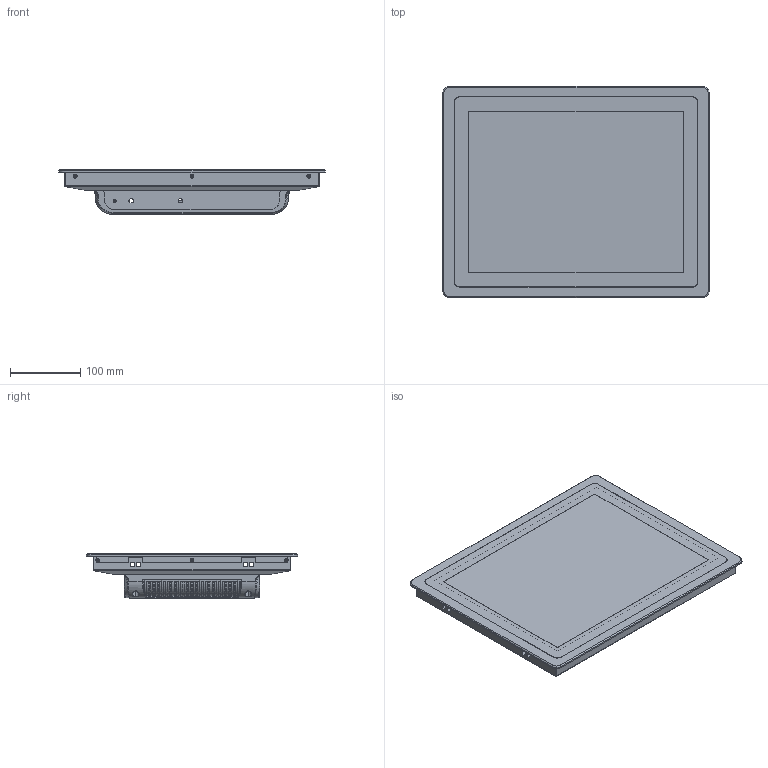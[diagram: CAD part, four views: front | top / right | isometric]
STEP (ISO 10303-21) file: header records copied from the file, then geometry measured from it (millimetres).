
FILE_DESCRIPTION (( 'STEP AP214' ), '1' );
FILE_NAME ('IFC-M215C.STEP', '2024-11-01T03:36:28', ( 'daohangxitong.com' ), ( 'daohangxitong.com' ), 'SwSTEP 2.0', 'SolidWorks 2018', '' );
FILE_SCHEMA (( 'AUTOMOTIVE_DESIGN' ));
Length unit declared in the file: millimetre
Products named in the file (1): IFC-M215C
Bounding box: 379 x 300 x 63.72 mm (x, y, z)
Surface area: 652940.2 mm2 (no closed solid volume)
Topology: 0 solids, 15 shells, 1945 faces, 5253 edges, 3396 vertices
Faces by surface type: plane 870, cylinder 718, bspline 144, torus 130, cone 78, sphere 5
Entity records: 98738 total; most frequent: CARTESIAN_POINT 53169, ORIENTED_EDGE 10452, DIRECTION 7472, EDGE_CURVE 5242, VERTEX_POINT 3394, AXIS2_PLACEMENT_3D 2580, VECTOR 2312, LINE 2312
